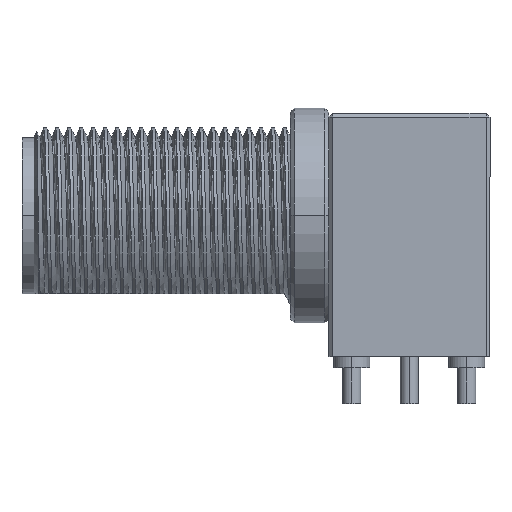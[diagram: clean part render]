
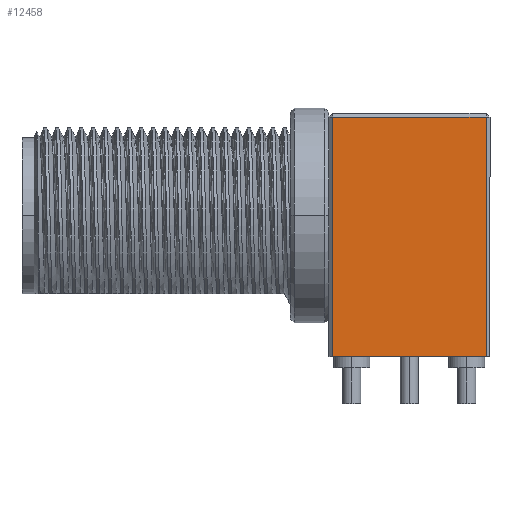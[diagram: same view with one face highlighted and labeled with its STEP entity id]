
A CAD part, top view. The second image highlights one B-rep face of the part: STEP entity #12458.
In plain terms, the highlighted planar face has unit normal (0, 0, 1).
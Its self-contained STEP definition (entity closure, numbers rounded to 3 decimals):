
#86 = EDGE_CURVE ( 'NONE', #11446, #7671, #9719, .T. ) ;
#447 = CARTESIAN_POINT ( 'NONE',  ( 26.57, 8.69, 7.135 ) ) ;
#692 = VERTEX_POINT ( 'NONE', #5200 ) ;
#953 = ORIENTED_EDGE ( 'NONE', *, *, #11328, .T. ) ;
#1601 = CARTESIAN_POINT ( 'NONE',  ( 0., -12.46, 7.135 ) ) ;
#1685 = PLANE ( 'NONE',  #11558 ) ;
#2150 = VERTEX_POINT ( 'NONE', #5511 ) ;
#3513 = ORIENTED_EDGE ( 'NONE', *, *, #10445, .T. ) ;
#3745 = VECTOR ( 'NONE', #14561, 1000. ) ;
#4186 = LINE ( 'NONE', #13000, #7425 ) ;
#4396 = DIRECTION ( 'NONE',  ( 0., -1., 0. ) ) ;
#4572 = VECTOR ( 'NONE', #8668, 1000. ) ;
#4945 = LINE ( 'NONE', #12333, #4572 ) ;
#5200 = CARTESIAN_POINT ( 'NONE',  ( 26.57, -12.46, 7.135 ) ) ;
#5511 = CARTESIAN_POINT ( 'NONE',  ( 13., -12.46, 7.135 ) ) ;
#6357 = VECTOR ( 'NONE', #11233, 1000. ) ;
#6748 = DIRECTION ( 'NONE',  ( 0., 0., 1. ) ) ;
#7425 = VECTOR ( 'NONE', #4396, 1000. ) ;
#7671 = VERTEX_POINT ( 'NONE', #14693 ) ;
#8668 = DIRECTION ( 'NONE',  ( 0., 1., 0. ) ) ;
#9253 = ORIENTED_EDGE ( 'NONE', *, *, #10241, .T. ) ;
#9719 = LINE ( 'NONE', #13735, #3745 ) ;
#10241 = EDGE_CURVE ( 'NONE', #692, #11446, #4945, .T. ) ;
#10380 = FACE_OUTER_BOUND ( 'NONE', #15738, .T. ) ;
#10445 = EDGE_CURVE ( 'NONE', #7671, #2150, #4186, .T. ) ;
#11233 = DIRECTION ( 'NONE',  ( 1., 0., 0. ) ) ;
#11328 = EDGE_CURVE ( 'NONE', #2150, #692, #15708, .T. ) ;
#11446 = VERTEX_POINT ( 'NONE', #447 ) ;
#11558 = AXIS2_PLACEMENT_3D ( 'NONE', #14062, #6748, #15264 ) ;
#12333 = CARTESIAN_POINT ( 'NONE',  ( 26.57, 0., 7.135 ) ) ;
#12458 = ADVANCED_FACE ( 'NONE', ( #10380 ), #1685, .T. ) ;
#13000 = CARTESIAN_POINT ( 'NONE',  ( 13., -12.46, 7.135 ) ) ;
#13735 = CARTESIAN_POINT ( 'NONE',  ( 0., 8.69, 7.135 ) ) ;
#14062 = CARTESIAN_POINT ( 'NONE',  ( 0., 0., 7.135 ) ) ;
#14561 = DIRECTION ( 'NONE',  ( -1., 0., 0. ) ) ;
#14693 = CARTESIAN_POINT ( 'NONE',  ( 13., 8.69, 7.135 ) ) ;
#15264 = DIRECTION ( 'NONE',  ( 1., 0., 0. ) ) ;
#15542 = ORIENTED_EDGE ( 'NONE', *, *, #86, .T. ) ;
#15708 = LINE ( 'NONE', #1601, #6357 ) ;
#15738 = EDGE_LOOP ( 'NONE', ( #953, #9253, #15542, #3513 ) ) ;
